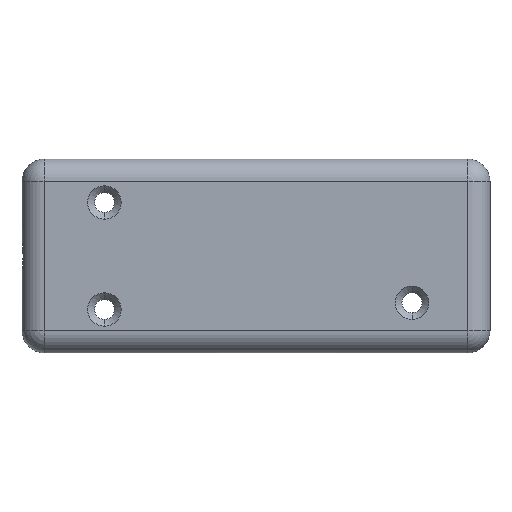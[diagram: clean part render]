
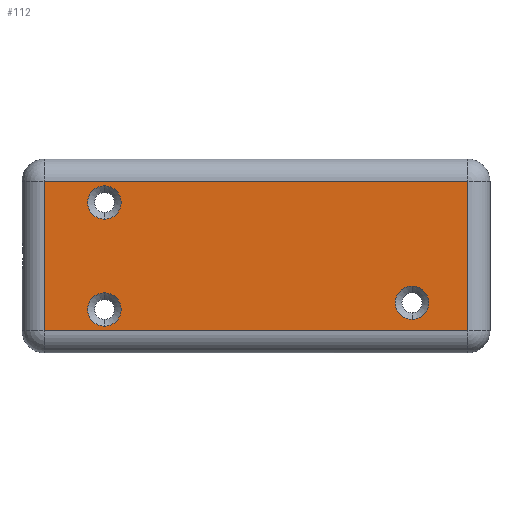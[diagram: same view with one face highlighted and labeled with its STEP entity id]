
A CAD part, front view. The second image highlights one B-rep face of the part: STEP entity #112.
In plain terms, the highlighted planar face has unit normal (0, -1, 0).
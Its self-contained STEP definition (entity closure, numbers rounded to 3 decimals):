
#11 = EDGE_LOOP ( 'NONE', ( #1606, #1948 ) ) ;
#12 = LINE ( 'NONE', #1593, #1421 ) ;
#13 = CIRCLE ( 'NONE', #1461, 1.875 ) ;
#79 = VERTEX_POINT ( 'NONE', #1485 ) ;
#97 = DIRECTION ( 'NONE',  ( 0., -1., 0. ) ) ;
#112 = ADVANCED_FACE ( 'NONE', ( #859, #2297, #529, #2095 ), #2084, .T. ) ;
#120 = DIRECTION ( 'NONE',  ( 0., 0., -1. ) ) ;
#161 = VECTOR ( 'NONE', #1565, 1000. ) ;
#168 = CIRCLE ( 'NONE', #1658, 1.875 ) ;
#181 = EDGE_CURVE ( 'NONE', #967, #1226, #168, .T. ) ;
#194 = DIRECTION ( 'NONE',  ( 0., 0., -1. ) ) ;
#235 = DIRECTION ( 'NONE',  ( 0., 0., -1. ) ) ;
#273 = EDGE_CURVE ( 'NONE', #1907, #804, #357, .T. ) ;
#350 = VERTEX_POINT ( 'NONE', #1159 ) ;
#353 = CARTESIAN_POINT ( 'NONE',  ( 23.75, 0., 10.875 ) ) ;
#357 = LINE ( 'NONE', #1120, #1694 ) ;
#376 = EDGE_CURVE ( 'NONE', #804, #855, #2180, .T. ) ;
#395 = AXIS2_PLACEMENT_3D ( 'NONE', #1235, #1775, #235 ) ;
#436 = EDGE_CURVE ( 'NONE', #855, #2057, #1934, .T. ) ;
#447 = EDGE_CURVE ( 'NONE', #2130, #350, #1902, .T. ) ;
#470 = DIRECTION ( 'NONE',  ( 0., 0., -1. ) ) ;
#529 = FACE_BOUND ( 'NONE', #679, .T. ) ;
#543 = EDGE_CURVE ( 'NONE', #1226, #967, #1260, .T. ) ;
#670 = CARTESIAN_POINT ( 'NONE',  ( -23.75, 0., -8.375 ) ) ;
#678 = ORIENTED_EDGE ( 'NONE', *, *, #2361, .T. ) ;
#679 = EDGE_LOOP ( 'NONE', ( #1276, #678 ) ) ;
#693 = CARTESIAN_POINT ( 'NONE',  ( -17., 0., 7.875 ) ) ;
#706 = CARTESIAN_POINT ( 'NONE',  ( -17., 0., -6. ) ) ;
#749 = ORIENTED_EDGE ( 'NONE', *, *, #1707, .T. ) ;
#771 = DIRECTION ( 'NONE',  ( 0., 0., -1. ) ) ;
#804 = VERTEX_POINT ( 'NONE', #1387 ) ;
#855 = VERTEX_POINT ( 'NONE', #1000 ) ;
#859 = FACE_BOUND ( 'NONE', #11, .T. ) ;
#878 = AXIS2_PLACEMENT_3D ( 'NONE', #2438, #2274, #470 ) ;
#963 = ORIENTED_EDGE ( 'NONE', *, *, #273, .T. ) ;
#967 = VERTEX_POINT ( 'NONE', #693 ) ;
#1000 = CARTESIAN_POINT ( 'NONE',  ( 23.75, 0., 8.375 ) ) ;
#1015 = CARTESIAN_POINT ( 'NONE',  ( 17.5, 0., -5.25 ) ) ;
#1051 = CIRCLE ( 'NONE', #395, 1.875 ) ;
#1120 = CARTESIAN_POINT ( 'NONE',  ( 26.25, 0., -8.375 ) ) ;
#1159 = CARTESIAN_POINT ( 'NONE',  ( -17., 0., -4.125 ) ) ;
#1182 = DIRECTION ( 'NONE',  ( 0., 0., 1. ) ) ;
#1226 = VERTEX_POINT ( 'NONE', #1587 ) ;
#1235 = CARTESIAN_POINT ( 'NONE',  ( 17.5, 0., -5.25 ) ) ;
#1257 = ORIENTED_EDGE ( 'NONE', *, *, #376, .T. ) ;
#1260 = CIRCLE ( 'NONE', #878, 1.875 ) ;
#1276 = ORIENTED_EDGE ( 'NONE', *, *, #1736, .T. ) ;
#1281 = DIRECTION ( 'NONE',  ( 0., 0., -1. ) ) ;
#1306 = CIRCLE ( 'NONE', #2174, 1.875 ) ;
#1354 = CARTESIAN_POINT ( 'NONE',  ( -26.25, 0., 8.375 ) ) ;
#1363 = DIRECTION ( 'NONE',  ( 0., 1., 0. ) ) ;
#1369 = CARTESIAN_POINT ( 'NONE',  ( -17., 0., -7.875 ) ) ;
#1387 = CARTESIAN_POINT ( 'NONE',  ( 23.75, 0., -8.375 ) ) ;
#1421 = VECTOR ( 'NONE', #2184, 1000. ) ;
#1461 = AXIS2_PLACEMENT_3D ( 'NONE', #1015, #1617, #771 ) ;
#1485 = CARTESIAN_POINT ( 'NONE',  ( 17.5, 0., -3.375 ) ) ;
#1489 = ORIENTED_EDGE ( 'NONE', *, *, #2019, .T. ) ;
#1565 = DIRECTION ( 'NONE',  ( -1., 0., 0. ) ) ;
#1587 = CARTESIAN_POINT ( 'NONE',  ( -17., 0., 4.125 ) ) ;
#1593 = CARTESIAN_POINT ( 'NONE',  ( -23.75, 0., -10.875 ) ) ;
#1606 = ORIENTED_EDGE ( 'NONE', *, *, #543, .T. ) ;
#1612 = AXIS2_PLACEMENT_3D ( 'NONE', #1746, #1363, #194 ) ;
#1617 = DIRECTION ( 'NONE',  ( 0., 1., 0. ) ) ;
#1653 = DIRECTION ( 'NONE',  ( 0., 0., -1. ) ) ;
#1658 = AXIS2_PLACEMENT_3D ( 'NONE', #2071, #1892, #1653 ) ;
#1694 = VECTOR ( 'NONE', #2560, 1000. ) ;
#1707 = EDGE_CURVE ( 'NONE', #2057, #1907, #12, .T. ) ;
#1736 = EDGE_CURVE ( 'NONE', #2301, #79, #13, .T. ) ;
#1746 = CARTESIAN_POINT ( 'NONE',  ( -17., 0., -6. ) ) ;
#1765 = ORIENTED_EDGE ( 'NONE', *, *, #436, .T. ) ;
#1775 = DIRECTION ( 'NONE',  ( 0., 1., 0. ) ) ;
#1793 = ORIENTED_EDGE ( 'NONE', *, *, #447, .T. ) ;
#1892 = DIRECTION ( 'NONE',  ( 0., 1., 0. ) ) ;
#1900 = CARTESIAN_POINT ( 'NONE',  ( 0., 0., 0. ) ) ;
#1902 = CIRCLE ( 'NONE', #1612, 1.875 ) ;
#1907 = VERTEX_POINT ( 'NONE', #670 ) ;
#1934 = LINE ( 'NONE', #1354, #161 ) ;
#1948 = ORIENTED_EDGE ( 'NONE', *, *, #181, .T. ) ;
#2019 = EDGE_CURVE ( 'NONE', #350, #2130, #1306, .T. ) ;
#2057 = VERTEX_POINT ( 'NONE', #2164 ) ;
#2071 = CARTESIAN_POINT ( 'NONE',  ( -17., 0., 6. ) ) ;
#2084 = PLANE ( 'NONE',  #2163 ) ;
#2095 = FACE_OUTER_BOUND ( 'NONE', #2503, .T. ) ;
#2130 = VERTEX_POINT ( 'NONE', #1369 ) ;
#2163 = AXIS2_PLACEMENT_3D ( 'NONE', #1900, #97, #1281 ) ;
#2164 = CARTESIAN_POINT ( 'NONE',  ( -23.75, 0., 8.375 ) ) ;
#2174 = AXIS2_PLACEMENT_3D ( 'NONE', #706, #2344, #120 ) ;
#2180 = LINE ( 'NONE', #353, #2201 ) ;
#2184 = DIRECTION ( 'NONE',  ( 0., 0., -1. ) ) ;
#2201 = VECTOR ( 'NONE', #1182, 1000. ) ;
#2228 = CARTESIAN_POINT ( 'NONE',  ( 17.5, 0., -7.125 ) ) ;
#2274 = DIRECTION ( 'NONE',  ( 0., 1., 0. ) ) ;
#2297 = FACE_BOUND ( 'NONE', #2515, .T. ) ;
#2301 = VERTEX_POINT ( 'NONE', #2228 ) ;
#2344 = DIRECTION ( 'NONE',  ( 0., 1., 0. ) ) ;
#2361 = EDGE_CURVE ( 'NONE', #79, #2301, #1051, .T. ) ;
#2438 = CARTESIAN_POINT ( 'NONE',  ( -17., 0., 6. ) ) ;
#2503 = EDGE_LOOP ( 'NONE', ( #1257, #1765, #749, #963 ) ) ;
#2515 = EDGE_LOOP ( 'NONE', ( #1793, #1489 ) ) ;
#2560 = DIRECTION ( 'NONE',  ( 1., 0., 0. ) ) ;
